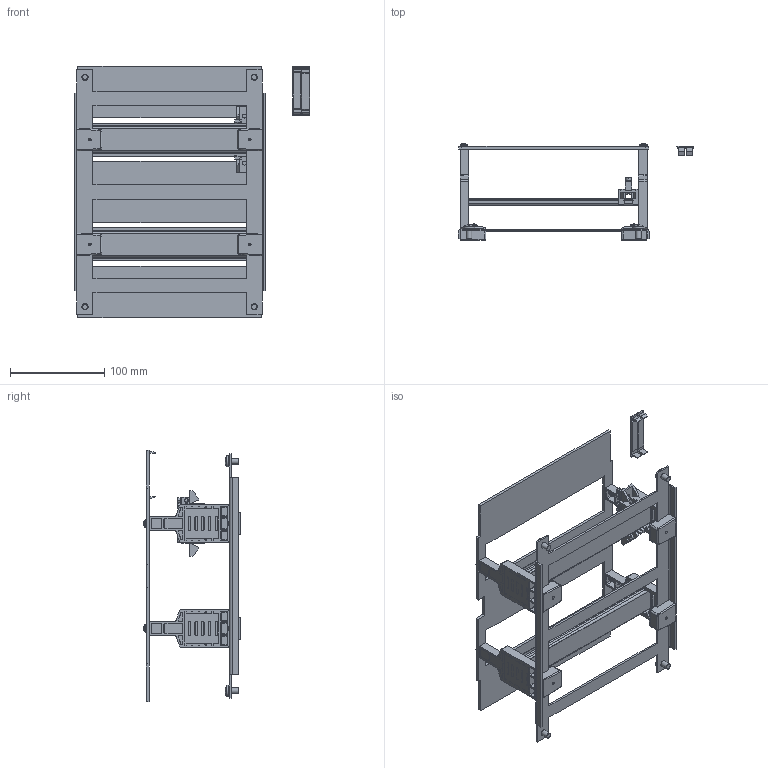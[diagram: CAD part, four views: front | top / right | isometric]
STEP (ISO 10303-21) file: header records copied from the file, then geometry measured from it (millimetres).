
FILE_DESCRIPTION(/* description */ (''),/* implementation_level */ '2;1');
FILE_NAME(/* name */ 'PS C 321.stp',/* time_stamp */ '2022-04-26T14:10:01+02:00',/* author */ ('ahermoni'),/* organization */ (''),/* preprocessor_version */ 'ST-DEVELOPER v18.1',/* originating_system */ 'Autodesk Inventor 2022',/* authorisation */ '');
FILE_SCHEMA (('AUTOMOTIVE_DESIGN { 1 0 10303 214 3 1 1 }'));
Length unit declared in the file: millimetre
Products named in the file (10): PS C 321; Bauteil15; Bauteil15_1; Bauteil15_2; Bauteil15_3; Bauteil15_4; Tragschiene; Bauteil15_5; Abdeckplatte; Blende
Assembly tree (23 placements, depth 2):
  PS C 321
    Bauteil15
    Bauteil15_1
    Bauteil15_3  x4
    Bauteil15_2  x4
    Bauteil15_4  x4
    Bauteil15_5  x4
    Tragschiene  x2
    Abdeckplatte
    Blende  x2
Bounding box: 250.5 x 102.74 x 267 mm (x, y, z)
Volume: 234817.5 mm3; surface area: 238654.5 mm2
Topology: 32 solids, 37 shells, 3153 faces, 7380 edges, 4351 vertices
Faces by surface type: cylinder 1192, plane 1124, bspline 420, sphere 208, torus 141, cone 68
Full cylindrical faces by diameter (mm): 1.8 x32, 3 x51, 3.2 x4, 3.25 x1, 3.6 x1, 4 x9, 4.2 x16, 4.25 x4, 5 x3, 5.5 x8, 5.7 x3, 5.8 x3, 6 x4, 6.5 x4, 7 x1, 8 x4, 12 x4
Entity records: 44415 total; most frequent: CARTESIAN_POINT 17863, ORIENTED_EDGE 5506, DIRECTION 5330, EDGE_CURVE 2755, AXIS2_PLACEMENT_3D 1844, VERTEX_POINT 1692, LINE 1642, VECTOR 1642
